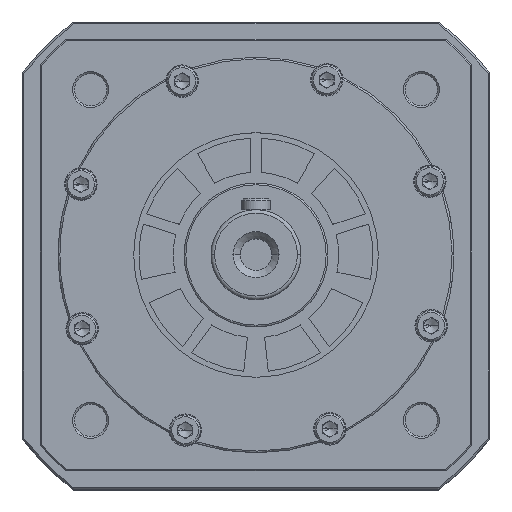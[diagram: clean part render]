
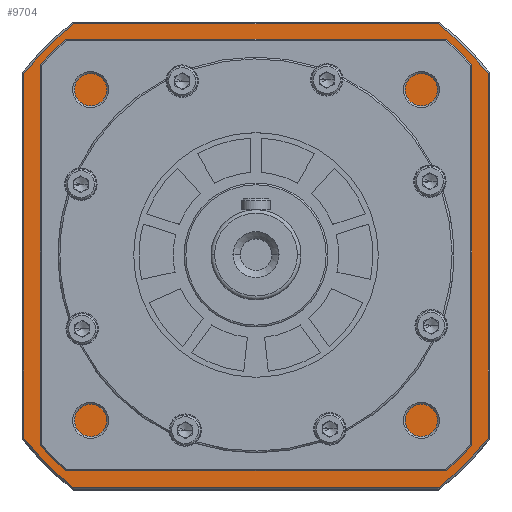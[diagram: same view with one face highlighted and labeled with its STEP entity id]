
A CAD part, top view. The second image highlights one B-rep face of the part: STEP entity #9704.
In plain terms, the highlighted planar face has unit normal (0, 0, 1).
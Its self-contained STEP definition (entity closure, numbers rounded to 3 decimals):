
#71 = VERTEX_POINT ( 'NONE', #2716 ) ;
#173 = VERTEX_POINT ( 'NONE', #1926 ) ;
#414 = CIRCLE ( 'NONE', #7928, 47. ) ;
#429 = EDGE_CURVE ( 'NONE', #10329, #8565, #5207, .T. ) ;
#504 = AXIS2_PLACEMENT_3D ( 'NONE', #7265, #1483, #3417 ) ;
#634 = EDGE_CURVE ( 'NONE', #6842, #71, #10297, .T. ) ;
#653 = DIRECTION ( 'NONE',  ( 1., 0., 0. ) ) ;
#989 = DIRECTION ( 'NONE',  ( 1., 0., 0. ) ) ;
#1248 = CARTESIAN_POINT ( 'NONE',  ( 0., 0., 38. ) ) ;
#1371 = DIRECTION ( 'NONE',  ( 1., 0., 0. ) ) ;
#1483 = DIRECTION ( 'NONE',  ( 0., 0., 1. ) ) ;
#1721 = DIRECTION ( 'NONE',  ( -1., 0., 0. ) ) ;
#1728 = AXIS2_PLACEMENT_3D ( 'NONE', #5890, #8838, #989 ) ;
#1848 = FACE_OUTER_BOUND ( 'NONE', #9030, .T. ) ;
#1905 = ORIENTED_EDGE ( 'NONE', *, *, #7501, .T. ) ;
#1926 = CARTESIAN_POINT ( 'NONE',  ( -50.633, 64.5, 38. ) ) ;
#1999 = DIRECTION ( 'NONE',  ( 0., -1., 0. ) ) ;
#2103 = DIRECTION ( 'NONE',  ( 0., 0., 1. ) ) ;
#2329 = DIRECTION ( 'NONE',  ( 0., 1., 0. ) ) ;
#2354 = CIRCLE ( 'NONE', #5444, 82. ) ;
#2412 = CARTESIAN_POINT ( 'NONE',  ( -64.5, -50.633, 38. ) ) ;
#2436 = FACE_BOUND ( 'NONE', #6218, .T. ) ;
#2502 = ORIENTED_EDGE ( 'NONE', *, *, #9181, .T. ) ;
#2716 = CARTESIAN_POINT ( 'NONE',  ( 50.633, 64.5, 38. ) ) ;
#2721 = VECTOR ( 'NONE', #1721, 1000. ) ;
#2764 = ORIENTED_EDGE ( 'NONE', *, *, #7450, .T. ) ;
#2799 = ORIENTED_EDGE ( 'NONE', *, *, #4113, .T. ) ;
#3019 = EDGE_CURVE ( 'NONE', #71, #173, #7678, .T. ) ;
#3038 = CARTESIAN_POINT ( 'NONE',  ( -64.5, 50.633, 38. ) ) ;
#3336 = ORIENTED_EDGE ( 'NONE', *, *, #429, .T. ) ;
#3417 = DIRECTION ( 'NONE',  ( 1., 0., 0. ) ) ;
#3635 = DIRECTION ( 'NONE',  ( 1., 0., 0. ) ) ;
#3677 = CIRCLE ( 'NONE', #7423, 82. ) ;
#4113 = EDGE_CURVE ( 'NONE', #10283, #6842, #9966, .T. ) ;
#4551 = CARTESIAN_POINT ( 'NONE',  ( 64.5, 50.633, 38. ) ) ;
#4843 = PLANE ( 'NONE',  #1728 ) ;
#4874 = CARTESIAN_POINT ( 'NONE',  ( 50.633, -64.5, 38. ) ) ;
#5092 = EDGE_CURVE ( 'NONE', #11390, #9414, #414, .T. ) ;
#5198 = DIRECTION ( 'NONE',  ( 0., 0., 1. ) ) ;
#5207 = LINE ( 'NONE', #7128, #8446 ) ;
#5444 = AXIS2_PLACEMENT_3D ( 'NONE', #11337, #8448, #653 ) ;
#5626 = CARTESIAN_POINT ( 'NONE',  ( 0., 0., 38. ) ) ;
#5688 = AXIS2_PLACEMENT_3D ( 'NONE', #5626, #10497, #12343 ) ;
#5890 = CARTESIAN_POINT ( 'NONE',  ( 0., 0., 38. ) ) ;
#5945 = CARTESIAN_POINT ( 'NONE',  ( 50.806, -64.5, 38. ) ) ;
#6119 = DIRECTION ( 'NONE',  ( 1., 0., 0. ) ) ;
#6218 = EDGE_LOOP ( 'NONE', ( #10650, #12447 ) ) ;
#6742 = DIRECTION ( 'NONE',  ( 0., 0., 1. ) ) ;
#6798 = CIRCLE ( 'NONE', #504, 47. ) ;
#6842 = VERTEX_POINT ( 'NONE', #4551 ) ;
#7128 = CARTESIAN_POINT ( 'NONE',  ( -64.5, -50.806, 38. ) ) ;
#7265 = CARTESIAN_POINT ( 'NONE',  ( 0., 0., 38. ) ) ;
#7423 = AXIS2_PLACEMENT_3D ( 'NONE', #1248, #2103, #6119 ) ;
#7450 = EDGE_CURVE ( 'NONE', #8565, #9792, #2354, .T. ) ;
#7501 = EDGE_CURVE ( 'NONE', #173, #10329, #11723, .T. ) ;
#7678 = LINE ( 'NONE', #10149, #2721 ) ;
#7744 = CARTESIAN_POINT ( 'NONE',  ( 47., 0., 38. ) ) ;
#7903 = CARTESIAN_POINT ( 'NONE',  ( 64.5, -50.633, 38. ) ) ;
#7928 = AXIS2_PLACEMENT_3D ( 'NONE', #11083, #5198, #1371 ) ;
#8171 = CARTESIAN_POINT ( 'NONE',  ( 64.5, 50.806, 38. ) ) ;
#8176 = ORIENTED_EDGE ( 'NONE', *, *, #9000, .T. ) ;
#8430 = AXIS2_PLACEMENT_3D ( 'NONE', #12606, #6742, #3635 ) ;
#8446 = VECTOR ( 'NONE', #1999, 1000. ) ;
#8448 = DIRECTION ( 'NONE',  ( 0., 0., 1. ) ) ;
#8565 = VERTEX_POINT ( 'NONE', #2412 ) ;
#8838 = DIRECTION ( 'NONE',  ( 0., 0., 1. ) ) ;
#8972 = VERTEX_POINT ( 'NONE', #4874 ) ;
#9000 = EDGE_CURVE ( 'NONE', #9792, #8972, #12146, .T. ) ;
#9030 = EDGE_LOOP ( 'NONE', ( #11788, #11803, #1905, #3336, #2764, #8176, #2502, #2799 ) ) ;
#9181 = EDGE_CURVE ( 'NONE', #8972, #10283, #3677, .T. ) ;
#9414 = VERTEX_POINT ( 'NONE', #12133 ) ;
#9704 = ADVANCED_FACE ( 'NONE', ( #1848, #2436 ), #4843, .T. ) ;
#9792 = VERTEX_POINT ( 'NONE', #10986 ) ;
#9890 = EDGE_CURVE ( 'NONE', #9414, #11390, #6798, .T. ) ;
#9966 = LINE ( 'NONE', #8171, #10404 ) ;
#10149 = CARTESIAN_POINT ( 'NONE',  ( -50.806, 64.5, 38. ) ) ;
#10194 = VECTOR ( 'NONE', #10813, 1000. ) ;
#10283 = VERTEX_POINT ( 'NONE', #7903 ) ;
#10297 = CIRCLE ( 'NONE', #8430, 82. ) ;
#10329 = VERTEX_POINT ( 'NONE', #3038 ) ;
#10404 = VECTOR ( 'NONE', #2329, 1000. ) ;
#10497 = DIRECTION ( 'NONE',  ( 0., 0., 1. ) ) ;
#10650 = ORIENTED_EDGE ( 'NONE', *, *, #9890, .F. ) ;
#10813 = DIRECTION ( 'NONE',  ( 1., 0., 0. ) ) ;
#10986 = CARTESIAN_POINT ( 'NONE',  ( -50.633, -64.5, 38. ) ) ;
#11083 = CARTESIAN_POINT ( 'NONE',  ( 0., 0., 38. ) ) ;
#11337 = CARTESIAN_POINT ( 'NONE',  ( 0., 0., 38. ) ) ;
#11390 = VERTEX_POINT ( 'NONE', #7744 ) ;
#11723 = CIRCLE ( 'NONE', #5688, 82. ) ;
#11788 = ORIENTED_EDGE ( 'NONE', *, *, #634, .T. ) ;
#11803 = ORIENTED_EDGE ( 'NONE', *, *, #3019, .T. ) ;
#12133 = CARTESIAN_POINT ( 'NONE',  ( -47., 0., 38. ) ) ;
#12146 = LINE ( 'NONE', #5945, #10194 ) ;
#12343 = DIRECTION ( 'NONE',  ( 1., 0., 0. ) ) ;
#12447 = ORIENTED_EDGE ( 'NONE', *, *, #5092, .F. ) ;
#12606 = CARTESIAN_POINT ( 'NONE',  ( 0., 0., 38. ) ) ;
